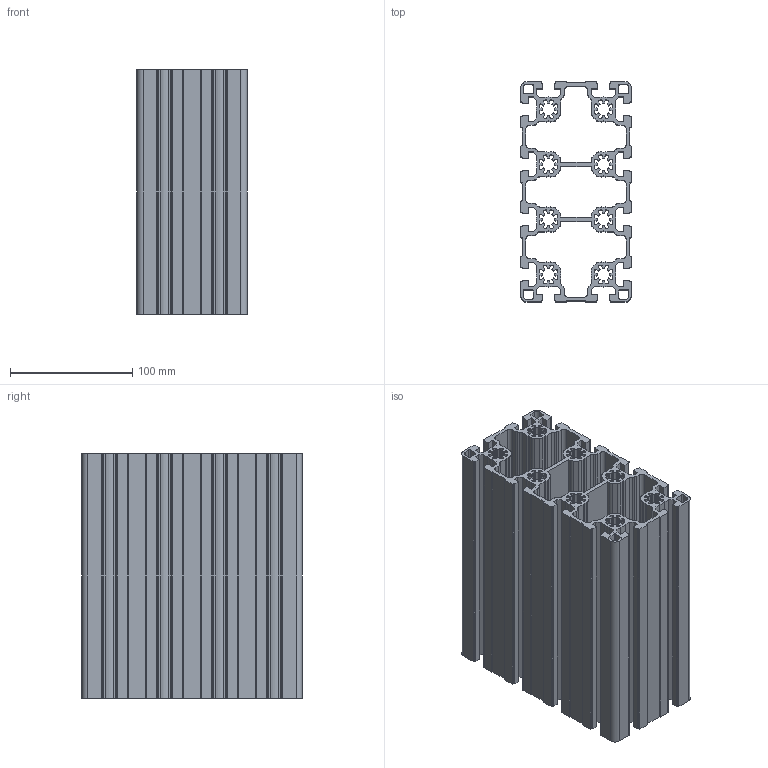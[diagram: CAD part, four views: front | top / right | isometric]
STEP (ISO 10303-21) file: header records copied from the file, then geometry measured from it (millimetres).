
FILE_DESCRIPTION (( 'STEP AP203' ), '1' );
FILE_NAME ('AL-PL-90180 Àëþìèíèåâûé êîíñòðóêöèîííûé ïðîôèëü 90õ180 áåç ïîêðûòèÿ.STEP', '2023-11-08T06:10:39', ( '' ), ( '' ), 'SwSTEP 2.0', 'SolidWorks 2021', '' );
FILE_SCHEMA (( 'CONFIG_CONTROL_DESIGN' ));
Length unit declared in the file: millimetre
Products named in the file (1): AL-PL-90180 Àëþìèíèåâûé êîíñòðóêöèîííûé ïðîôèëü 90õ180 áåç ïîêðûòèÿ
Bounding box: 90 x 180 x 200 mm (x, y, z)
Volume: 847027.3 mm3; surface area: 523167.5 mm2
Topology: 1 solids, 1 shells, 1132 faces, 3390 edges, 2260 vertices
Faces by surface type: cylinder 602, plane 530
Entity records: 38655 total; most frequent: DIRECTION 6860, CARTESIAN_POINT 6783, ORIENTED_EDGE 6780, EDGE_CURVE 3390, AXIS2_PLACEMENT_3D 2337, VERTEX_POINT 2260, LINE 2186, VECTOR 2186
